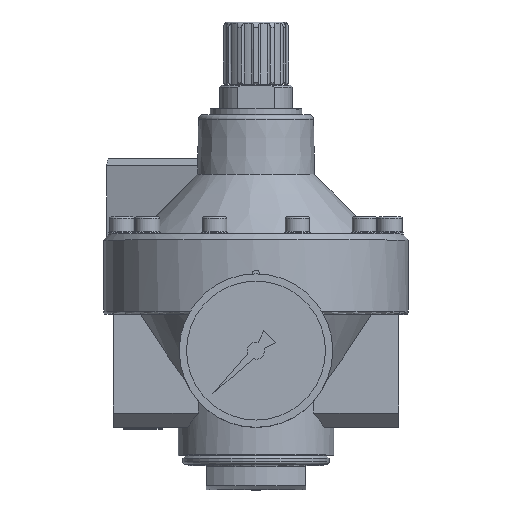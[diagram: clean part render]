
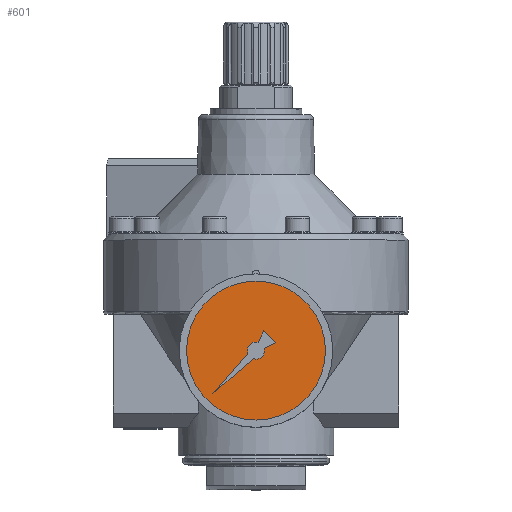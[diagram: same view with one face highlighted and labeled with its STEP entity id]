
A CAD part, top view. The second image highlights one B-rep face of the part: STEP entity #601.
In plain terms, the highlighted planar face has unit normal (0, 0, 1).
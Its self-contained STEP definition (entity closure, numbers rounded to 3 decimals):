
#601 = ADVANCED_FACE( '', ( #1467, #1468 ), #1469, .F. );
#1467 = FACE_OUTER_BOUND( '', #2679, .T. );
#1468 = FACE_BOUND( '', #2680, .T. );
#1469 = PLANE( '', #2681 );
#2679 = EDGE_LOOP( '', ( #4327 ) );
#2680 = EDGE_LOOP( '', ( #4328, #4329, #4330, #4331, #4332, #4333, #4334 ) );
#2681 = AXIS2_PLACEMENT_3D( '', #4335, #4336, #4337 );
#4327 = ORIENTED_EDGE( '', *, *, #6972, .F. );
#4328 = ORIENTED_EDGE( '', *, *, #6973, .F. );
#4329 = ORIENTED_EDGE( '', *, *, #6974, .F. );
#4330 = ORIENTED_EDGE( '', *, *, #6975, .F. );
#4331 = ORIENTED_EDGE( '', *, *, #6976, .F. );
#4332 = ORIENTED_EDGE( '', *, *, #6977, .F. );
#4333 = ORIENTED_EDGE( '', *, *, #6978, .F. );
#4334 = ORIENTED_EDGE( '', *, *, #6979, .F. );
#4335 = CARTESIAN_POINT( '', ( 0., 0., 49.5 ) );
#4336 = DIRECTION( '', ( 0., 0., -1. ) );
#4337 = DIRECTION( '', ( -1., 0., 0. ) );
#6972 = EDGE_CURVE( '', #8396, #8396, #8397, .T. );
#6973 = EDGE_CURVE( '', #8398, #8399, #8400, .T. );
#6974 = EDGE_CURVE( '', #8401, #8398, #8402, .F. );
#6975 = EDGE_CURVE( '', #8403, #8401, #8404, .T. );
#6976 = EDGE_CURVE( '', #8405, #8403, #8406, .T. );
#6977 = EDGE_CURVE( '', #8407, #8405, #8408, .T. );
#6978 = EDGE_CURVE( '', #8409, #8407, #8410, .T. );
#6979 = EDGE_CURVE( '', #8399, #8409, #8411, .T. );
#8396 = VERTEX_POINT( '', #10781 );
#8397 = CIRCLE( '', #10782, 28.5 );
#8398 = VERTEX_POINT( '', #10783 );
#8399 = VERTEX_POINT( '', #10784 );
#8400 = LINE( '', #10785, #10786 );
#8401 = VERTEX_POINT( '', #10787 );
#8402 = CIRCLE( '', #10788, 3.5 );
#8403 = VERTEX_POINT( '', #10789 );
#8404 = LINE( '', #10790, #10791 );
#8405 = VERTEX_POINT( '', #10792 );
#8406 = LINE( '', #10793, #10794 );
#8407 = VERTEX_POINT( '', #10795 );
#8408 = LINE( '', #10796, #10797 );
#8409 = VERTEX_POINT( '', #10798 );
#8410 = CIRCLE( '', #10799, 3.5 );
#8411 = LINE( '', #10800, #10801 );
#10781 = CARTESIAN_POINT( '', ( -28.5, 0., 49.5 ) );
#10782 = AXIS2_PLACEMENT_3D( '', #12773, #12774, #12775 );
#10783 = CARTESIAN_POINT( '', ( -3.297, -1.175, 49.5 ) );
#10784 = CARTESIAN_POINT( '', ( -17.678, -17.678, 49.5 ) );
#10785 = CARTESIAN_POINT( '', ( -3.297, -1.175, 49.5 ) );
#10786 = VECTOR( '', #12776, 1000. );
#10787 = CARTESIAN_POINT( '', ( 0.96, 3.366, 49.5 ) );
#10788 = AXIS2_PLACEMENT_3D( '', #12777, #12778, #12779 );
#10789 = CARTESIAN_POINT( '', ( 3.182, 8.132, 49.5 ) );
#10790 = CARTESIAN_POINT( '', ( 3.182, 8.132, 49.5 ) );
#10791 = VECTOR( '', #12780, 1000. );
#10792 = CARTESIAN_POINT( '', ( 8.132, 3.182, 49.5 ) );
#10793 = CARTESIAN_POINT( '', ( 8.132, 3.182, 49.5 ) );
#10794 = VECTOR( '', #12781, 1000. );
#10795 = CARTESIAN_POINT( '', ( 3.366, 0.96, 49.5 ) );
#10796 = CARTESIAN_POINT( '', ( 3.366, 0.96, 49.5 ) );
#10797 = VECTOR( '', #12782, 1000. );
#10798 = CARTESIAN_POINT( '', ( -1.175, -3.297, 49.5 ) );
#10799 = AXIS2_PLACEMENT_3D( '', #12783, #12784, #12785 );
#10800 = CARTESIAN_POINT( '', ( -17.678, -17.678, 49.5 ) );
#10801 = VECTOR( '', #12786, 1000. );
#12773 = CARTESIAN_POINT( '', ( 0., 0., 49.5 ) );
#12774 = DIRECTION( '', ( 0., 0., -1. ) );
#12775 = DIRECTION( '', ( -1., 0., 0. ) );
#12776 = DIRECTION( '', ( -0.657, -0.754, 0. ) );
#12777 = CARTESIAN_POINT( '', ( 0., 0., 49.5 ) );
#12778 = DIRECTION( '', ( 0., 0., -1. ) );
#12779 = DIRECTION( '', ( -1., 0., 0. ) );
#12780 = DIRECTION( '', ( -0.423, -0.906, 0. ) );
#12781 = DIRECTION( '', ( -0.707, 0.707, 0. ) );
#12782 = DIRECTION( '', ( 0.906, 0.423, 0. ) );
#12783 = CARTESIAN_POINT( '', ( 0., 0., 49.5 ) );
#12784 = DIRECTION( '', ( 0., 0., 1. ) );
#12785 = DIRECTION( '', ( 1., 0., 0. ) );
#12786 = DIRECTION( '', ( 0.754, 0.657, 0. ) );
